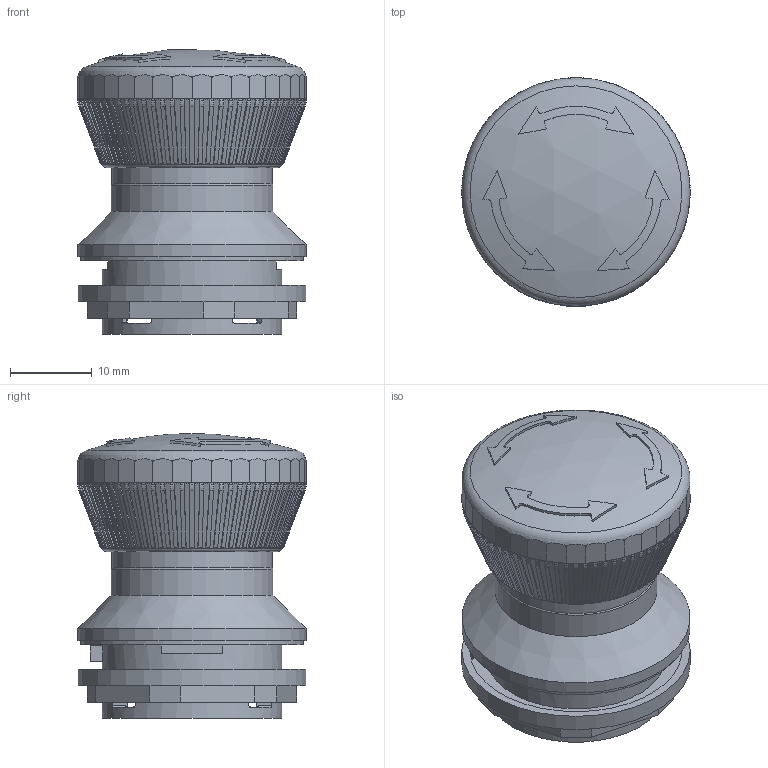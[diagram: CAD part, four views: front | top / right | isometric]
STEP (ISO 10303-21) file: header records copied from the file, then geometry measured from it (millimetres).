
FILE_DESCRIPTION(/* description */ (''),/* implementation_level */ '2;1');
FILE_NAME(/* name */ 'FRVK.stp',/* time_stamp */ '2016-09-13T13:59:33+02:00',/* author */ ('mharscher'),/* organization */ (''),/* preprocessor_version */ 'ST-DEVELOPER v15.2',/* originating_system */ 'Autodesk Inventor 2014',/* authorisation */ '');
FILE_SCHEMA (('CONFIG_CONTROL_DESIGN'));
Length unit declared in the file: centimetre
Products named in the file (1): FRVK_ipt
Bounding box: 28 x 28 x 34.91 mm (x, y, z)
Volume: 12945.4 mm3; surface area: 5541.1 mm2
Topology: 1 solids, 1 shells, 852 faces, 2295 edges, 1446 vertices
Faces by surface type: plane 371, torus 218, cylinder 156, cone 77, bspline 26, sphere 4
Full cylindrical faces by diameter (mm): 1 x3, 18.8 x1, 19.65 x1, 19.85 x1, 22 x2, 26 x1, 27.4 x1, 28 x2
Entity records: 30256 total; most frequent: CARTESIAN_POINT 10543, ORIENTED_EDGE 4530, DIRECTION 3814, EDGE_CURVE 2265, AXIS2_PLACEMENT_3D 1615, VERTEX_POINT 1435, EDGE_LOOP 886, ADVANCED_FACE 852
